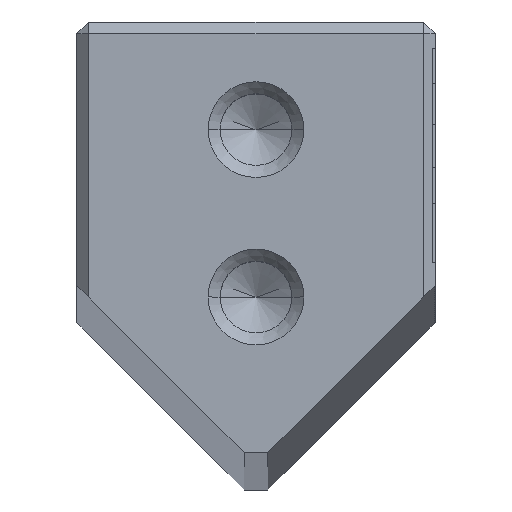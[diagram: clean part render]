
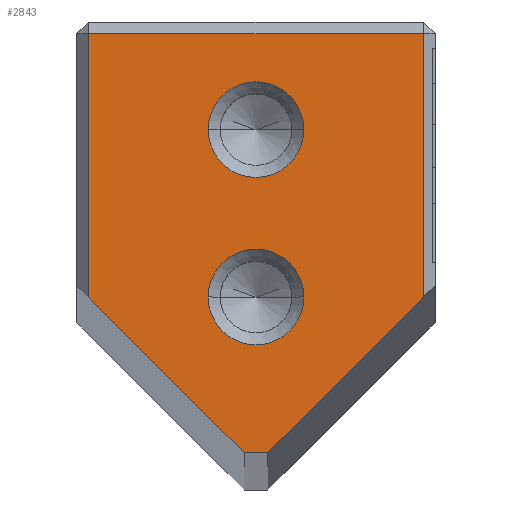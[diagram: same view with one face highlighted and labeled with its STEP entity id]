
A CAD part, top view. The second image highlights one B-rep face of the part: STEP entity #2843.
In plain terms, the highlighted planar face has unit normal (0, 0, 1).
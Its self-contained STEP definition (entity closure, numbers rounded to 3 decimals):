
#2843=ADVANCED_FACE('',(#3845,#3846,#3847),#3236,.T.);
#3236=PLANE('',#11612);
#3527=CIRCLE('',#11285,2.);
#3529=CIRCLE('',#11288,2.);
#3750=CIRCLE('',#11610,2.);
#3751=CIRCLE('',#11611,2.);
#3845=FACE_BOUND('',#4053,.T.);
#3846=FACE_BOUND('',#4054,.T.);
#3847=FACE_BOUND('',#4055,.T.);
#4053=EDGE_LOOP('',(#5603,#5604));
#4054=EDGE_LOOP('',(#5605,#5606));
#4055=EDGE_LOOP('',(#5607,#5608,#5609,#5610,#5611,#5612));
#5603=ORIENTED_EDGE('',*,*,#8567,.T.);
#5604=ORIENTED_EDGE('',*,*,#8982,.T.);
#5605=ORIENTED_EDGE('',*,*,#8563,.T.);
#5606=ORIENTED_EDGE('',*,*,#8983,.T.);
#5607=ORIENTED_EDGE('',*,*,#8949,.T.);
#5608=ORIENTED_EDGE('',*,*,#8984,.T.);
#5609=ORIENTED_EDGE('',*,*,#8985,.T.);
#5610=ORIENTED_EDGE('',*,*,#8986,.T.);
#5611=ORIENTED_EDGE('',*,*,#8955,.T.);
#5612=ORIENTED_EDGE('',*,*,#8951,.T.);
#7671=VERTEX_POINT('',#15126);
#7672=VERTEX_POINT('',#15128);
#7675=VERTEX_POINT('',#15135);
#7676=VERTEX_POINT('',#15137);
#7941=VERTEX_POINT('',#15933);
#7942=VERTEX_POINT('',#15935);
#7943=VERTEX_POINT('',#15939);
#7946=VERTEX_POINT('',#15947);
#7953=VERTEX_POINT('',#15986);
#7954=VERTEX_POINT('',#15988);
#8563=EDGE_CURVE('',#7672,#7671,#3527,.T.);
#8567=EDGE_CURVE('',#7676,#7675,#3529,.T.);
#8949=EDGE_CURVE('',#7942,#7941,#9933,.T.);
#8951=EDGE_CURVE('',#7943,#7942,#9935,.T.);
#8955=EDGE_CURVE('',#7946,#7943,#9939,.T.);
#8982=EDGE_CURVE('',#7675,#7676,#3750,.T.);
#8983=EDGE_CURVE('',#7671,#7672,#3751,.T.);
#8984=EDGE_CURVE('',#7941,#7953,#9948,.T.);
#8985=EDGE_CURVE('',#7953,#7954,#9949,.T.);
#8986=EDGE_CURVE('',#7954,#7946,#9950,.T.);
#9933=LINE('',#15934,#10749);
#9935=LINE('',#15938,#10751);
#9939=LINE('',#15946,#10755);
#9948=LINE('',#15985,#10764);
#9949=LINE('',#15987,#10765);
#9950=LINE('',#15989,#10766);
#10749=VECTOR('',#13043,1.);
#10751=VECTOR('',#13047,1.);
#10755=VECTOR('',#13053,1.);
#10764=VECTOR('',#13108,1.);
#10765=VECTOR('',#13109,1.);
#10766=VECTOR('',#13110,1.);
#11285=AXIS2_PLACEMENT_3D('',#15127,#12276,#12277);
#11288=AXIS2_PLACEMENT_3D('',#15136,#12284,#12285);
#11610=AXIS2_PLACEMENT_3D('',#15983,#13104,#13105);
#11611=AXIS2_PLACEMENT_3D('',#15984,#13106,#13107);
#11612=AXIS2_PLACEMENT_3D('',#15990,#13111,#13112);
#12276=DIRECTION('',(0.,0.,-1.));
#12277=DIRECTION('',(1.,0.,0.));
#12284=DIRECTION('',(0.,0.,-1.));
#12285=DIRECTION('',(1.,0.,0.));
#13043=DIRECTION('',(0.707,0.707,0.));
#13047=DIRECTION('',(1.,0.,0.));
#13053=DIRECTION('',(0.707,-0.707,0.));
#13104=DIRECTION('',(0.,0.,-1.));
#13105=DIRECTION('',(1.,0.,0.));
#13106=DIRECTION('',(0.,0.,-1.));
#13107=DIRECTION('',(1.,0.,0.));
#13108=DIRECTION('',(0.,1.,0.));
#13109=DIRECTION('',(-1.,0.,0.));
#13110=DIRECTION('',(0.,-1.,0.));
#13111=DIRECTION('',(0.,0.,1.));
#13112=DIRECTION('',(1.,0.,0.));
#15126=CARTESIAN_POINT('',(-2.,26.5,0.));
#15127=CARTESIAN_POINT('',(0.,26.5,0.));
#15128=CARTESIAN_POINT('',(2.,26.5,0.));
#15135=CARTESIAN_POINT('',(-2.,19.5,0.));
#15136=CARTESIAN_POINT('',(0.,19.5,0.));
#15137=CARTESIAN_POINT('',(2.,19.5,0.));
#15933=CARTESIAN_POINT('',(7.,19.5,0.));
#15934=CARTESIAN_POINT('',(0.5,13.,0.));
#15935=CARTESIAN_POINT('',(0.5,13.,0.));
#15938=CARTESIAN_POINT('',(-0.5,13.,0.));
#15939=CARTESIAN_POINT('',(-0.5,13.,0.));
#15946=CARTESIAN_POINT('',(-0.5,13.,0.));
#15947=CARTESIAN_POINT('',(-7.,19.5,0.));
#15983=CARTESIAN_POINT('',(0.,19.5,0.));
#15984=CARTESIAN_POINT('',(0.,26.5,0.));
#15985=CARTESIAN_POINT('',(7.,12.5,0.));
#15986=CARTESIAN_POINT('',(7.,30.5,0.));
#15987=CARTESIAN_POINT('',(0.,30.5,0.));
#15988=CARTESIAN_POINT('',(-7.,30.5,0.));
#15989=CARTESIAN_POINT('',(-7.,12.5,0.));
#15990=CARTESIAN_POINT('',(0.,12.5,0.));
